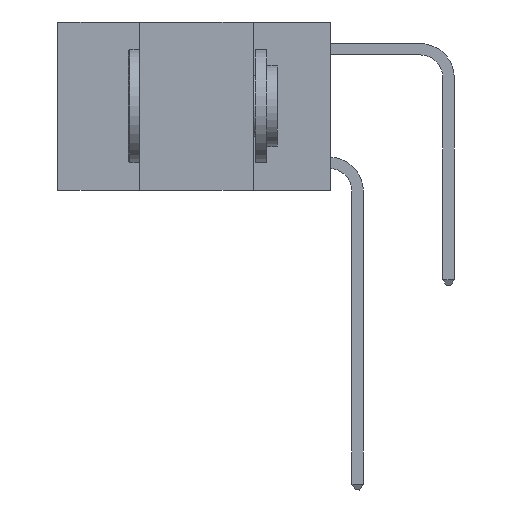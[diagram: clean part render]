
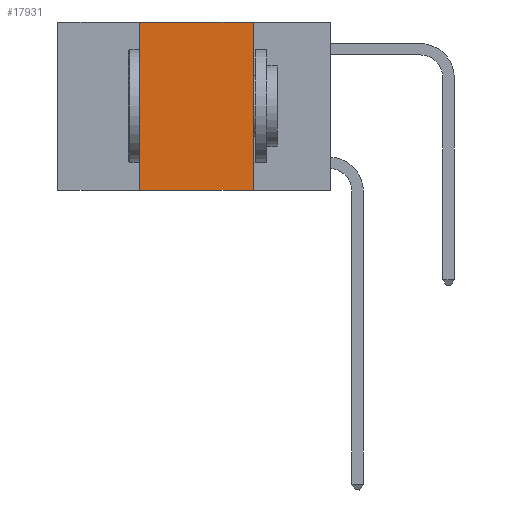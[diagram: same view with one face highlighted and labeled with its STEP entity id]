
A CAD part, left-side view. The second image highlights one B-rep face of the part: STEP entity #17931.
In plain terms, the highlighted planar face has unit normal (-1, 0, 0).
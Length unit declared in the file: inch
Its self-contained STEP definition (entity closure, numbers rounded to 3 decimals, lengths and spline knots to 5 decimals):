
#659 = FACE_OUTER_BOUND ( 'NONE', #12075, .T. ) ;
#1564 = VERTEX_POINT ( 'NONE', #11704 ) ;
#1565 = CARTESIAN_POINT ( 'NONE',  ( 0., 0.17, 0. ) ) ;
#2278 = CARTESIAN_POINT ( 'NONE',  ( 0., 0.42, -0.37 ) ) ;
#2608 = ORIENTED_EDGE ( 'NONE', *, *, #23717, .F. ) ;
#3438 = DIRECTION ( 'NONE',  ( 0., 0., -1. ) ) ;
#4640 = CARTESIAN_POINT ( 'NONE',  ( 0., 0.6, -0.37 ) ) ;
#5012 = AXIS2_PLACEMENT_3D ( 'NONE', #21501, #23331, #12408 ) ;
#5450 = LINE ( 'NONE', #20629, #23771 ) ;
#5722 = VECTOR ( 'NONE', #6500, 39.37008 ) ;
#6500 = DIRECTION ( 'NONE',  ( 0., -1., 0. ) ) ;
#7052 = VECTOR ( 'NONE', #3438, 39.37008 ) ;
#8663 = ORIENTED_EDGE ( 'NONE', *, *, #22503, .F. ) ;
#9247 = VERTEX_POINT ( 'NONE', #21765 ) ;
#9899 = DIRECTION ( 'NONE',  ( 0., 0., 1. ) ) ;
#10559 = PLANE ( 'NONE',  #5012 ) ;
#11193 = LINE ( 'NONE', #4640, #5722 ) ;
#11479 = CARTESIAN_POINT ( 'NONE',  ( 0., 0.42, 0. ) ) ;
#11549 = DIRECTION ( 'NONE',  ( 0., -1., 0. ) ) ;
#11704 = CARTESIAN_POINT ( 'NONE',  ( 0., 0.17, -0.37 ) ) ;
#12075 = EDGE_LOOP ( 'NONE', ( #2608, #17801, #8663, #18941 ) ) ;
#12408 = DIRECTION ( 'NONE',  ( 0., 0., -1. ) ) ;
#12506 = LINE ( 'NONE', #1565, #7052 ) ;
#13525 = CARTESIAN_POINT ( 'NONE',  ( 0., 0.42, 0. ) ) ;
#15051 = VERTEX_POINT ( 'NONE', #2278 ) ;
#15053 = EDGE_CURVE ( 'NONE', #18965, #9247, #5450, .T. ) ;
#17801 = ORIENTED_EDGE ( 'NONE', *, *, #15053, .F. ) ;
#17931 = ADVANCED_FACE ( 'NONE', ( #659 ), #10559, .F. ) ;
#18825 = LINE ( 'NONE', #13525, #23117 ) ;
#18941 = ORIENTED_EDGE ( 'NONE', *, *, #21281, .T. ) ;
#18965 = VERTEX_POINT ( 'NONE', #11479 ) ;
#20629 = CARTESIAN_POINT ( 'NONE',  ( 0., 0.6, 0. ) ) ;
#21281 = EDGE_CURVE ( 'NONE', #15051, #1564, #11193, .T. ) ;
#21501 = CARTESIAN_POINT ( 'NONE',  ( 0., 0.6, 0. ) ) ;
#21765 = CARTESIAN_POINT ( 'NONE',  ( 0., 0.17, 0. ) ) ;
#22503 = EDGE_CURVE ( 'NONE', #15051, #18965, #18825, .T. ) ;
#23117 = VECTOR ( 'NONE', #9899, 39.37008 ) ;
#23331 = DIRECTION ( 'NONE',  ( 1., 0., 0. ) ) ;
#23717 = EDGE_CURVE ( 'NONE', #9247, #1564, #12506, .T. ) ;
#23771 = VECTOR ( 'NONE', #11549, 39.37008 ) ;
